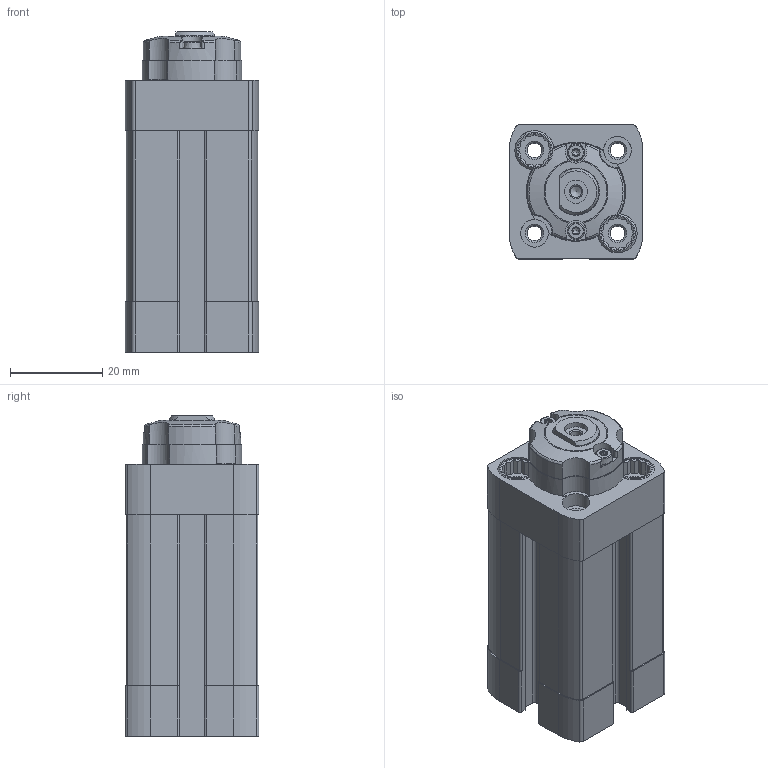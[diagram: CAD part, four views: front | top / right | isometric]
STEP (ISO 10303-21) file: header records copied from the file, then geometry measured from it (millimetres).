
FILE_DESCRIPTION(/* description */ ('STEP AP214'),/* implementation_level */ '2;1');
FILE_NAME(/* name */ '576068_DFSP-Q-16-10-DF-PA',/* time_stamp */ '2024-08-14T21:58:35+02:00',/* author */ ('License CC BY-ND 4.0'),/* organization */ ('CADENAS'),/* preprocessor_version */ 'ST-DEVELOPER v19.3',/* originating_system */ 'PARTsolutions',/* authorisation */ ' ');
FILE_SCHEMA (('AUTOMOTIVE_DESIGN {1 0 10303 214 3 1 1}'));
Length unit declared in the file: millimetre
Products named in the file (5): 576068 DFSP-Q-16-10-DF-PA---(0); 575166 DFSP-Q-16-10_g; 575166 DFSP-Q-16-10-F_ks; 575166 DFSP-16_r; ISO 14580 M2x6
Assembly tree (5 placements, depth 2):
  576068 DFSP-Q-16-10-DF-PA---(0)
    575166 DFSP-Q-16-10_g
    575166 DFSP-Q-16-10-F_ks
    575166 DFSP-16_r
    ISO 14580 M2x6  x2
Bounding box: 29 x 29 x 69.5 mm (x, y, z)
Volume: 40430.9 mm3; surface area: 19142.2 mm2
Topology: 5 solids, 5 shells, 386 faces, 1011 edges, 662 vertices
Faces by surface type: plane 186, cylinder 139, cone 47, torus 12, sphere 2
Full cylindrical faces by diameter (mm): 1.567 x4, 1.754 x2, 2 x2, 2.15 x2, 2.459 x1, 3.242 x8, 4.134 x2, 5 x1, 5.242 x4, 6 x4, 8.5 x4, 9 x1, 10 x2, 16 x2
Entity records: 10884 total; most frequent: CARTESIAN_POINT 2322, ORIENTED_EDGE 1704, DIRECTION 1695, EDGE_CURVE 852, AXIS2_PLACEMENT_3D 637, VERTEX_POINT 604, FACE_BOUND 474, EDGE_LOOP 468
